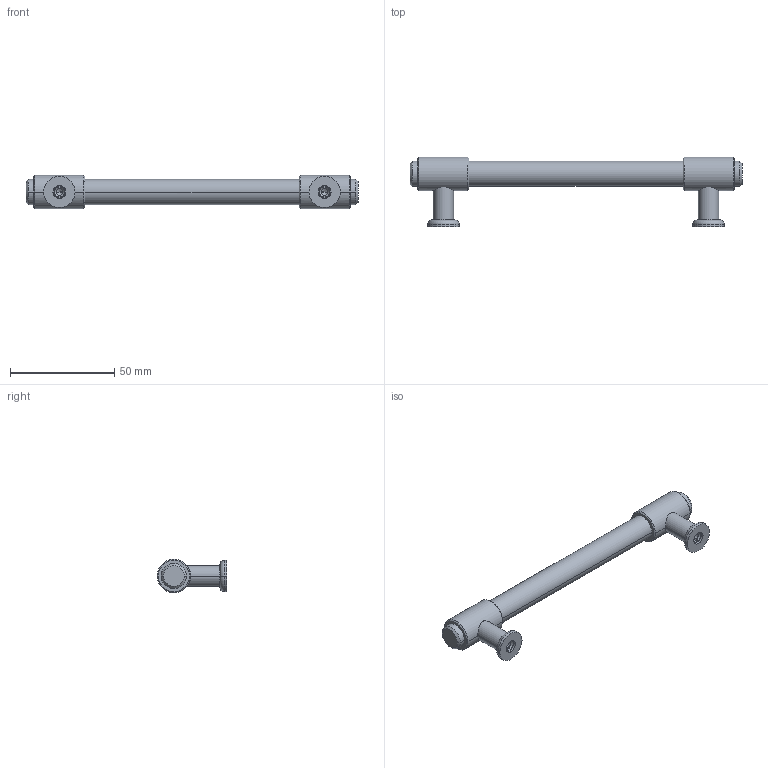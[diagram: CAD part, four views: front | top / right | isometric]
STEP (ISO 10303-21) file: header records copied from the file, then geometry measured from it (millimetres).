
FILE_DESCRIPTION(('Creo Elements/Direct Modeling STEP Export'),'2;1');
FILE_NAME('2603-159.stp','2024-01-18T12:42:28',(''),(''),'Creo Elements/Direct Modeling STEP processor for AP214 (Solid Model)','Creo Elements/Direct Modeling 20.0 12-Nov-2016 (C) Parametric Technology GmbH','');
FILE_SCHEMA(('AUTOMOTIVE_DESIGN { 1 0 10303 214 1 1 1 1 }'));
Length unit declared in the file: millimetre
Products named in the file (8): AL-11878; Hülse; Sockelfuss; Schraube.1; AL-11879.1; AL-11877; 2603-108.stp; 2603
Assembly tree (8 placements, depth 5):
  2603
    2603-108.stp
      AL-11877
        AL-11879.1  x2
          Schraube.1
          Sockelfuss
          Hülse
        AL-11878
Bounding box: 159 x 33.4 x 16 mm (x, y, z)
Volume: 25043.6 mm3; surface area: 14740.7 mm2
Topology: 7 solids, 7 shells, 134 faces, 312 edges, 192 vertices
Faces by surface type: cylinder 58, plane 40, cone 28, torus 4, bspline 4
Entity records: 4848 total; most frequent: CARTESIAN_POINT 2976, ORIENTED_EDGE 364, DIRECTION 308, EDGE_CURVE 182, AXIS2_PLACEMENT_3D 121, VERTEX_POINT 115, EDGE_LOOP 91, FACE_OUTER_BOUND 80
